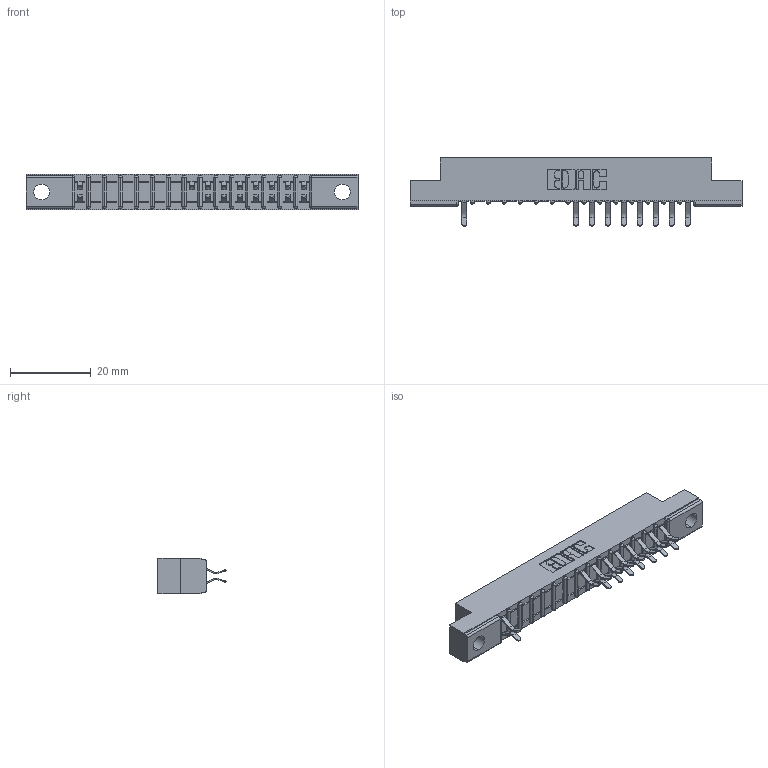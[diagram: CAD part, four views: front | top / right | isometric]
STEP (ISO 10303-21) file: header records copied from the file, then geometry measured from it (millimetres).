
FILE_DESCRIPTION (( 'STEP AP203' ), '1' );
FILE_NAME ('307-030-556-204.STEP', '2018-08-04T19:48:14', ( '' ), ( '' ), 'SwSTEP 2.0', 'SolidWorks 2016', '' );
FILE_SCHEMA (( 'CONFIG_CONTROL_DESIGN' ));
Length unit declared in the file: inch
Products named in the file (3): 307 Part_.156 Dia Mounting Holes; 307-290-001_556; 307-030-556-204
Assembly tree (18 placements, depth 2):
  307-030-556-204
    307 Part_.156 Dia Mounting Holes
    307-290-001_556  x17
Bounding box: 82.45 x 16.97 x 8.71 mm (x, y, z)
Volume: 5116.4 mm3; surface area: 7549.3 mm2
Topology: 18 solids, 18 shells, 1128 faces, 3189 edges, 2058 vertices
Faces by surface type: plane 723, cylinder 373, sphere 32
Entity records: 16774 total; most frequent: CARTESIAN_POINT 2812, ORIENTED_EDGE 2794, DIRECTION 2745, EDGE_CURVE 1397, LINE 1067, VECTOR 1067, VERTEX_POINT 906, AXIS2_PLACEMENT_3D 839
